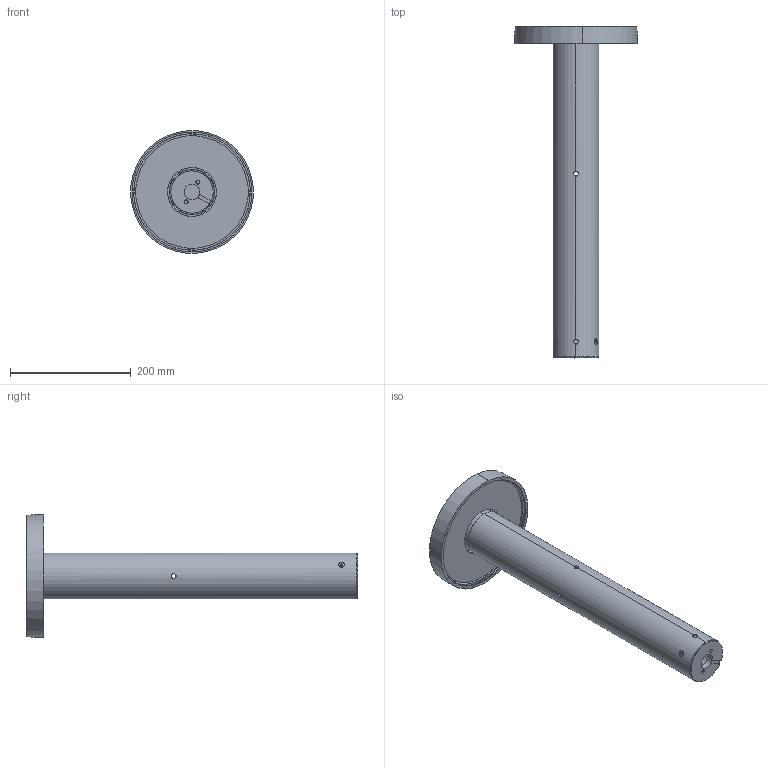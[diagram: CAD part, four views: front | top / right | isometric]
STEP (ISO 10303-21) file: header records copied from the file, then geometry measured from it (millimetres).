
FILE_DESCRIPTION (( 'STEP AP203' ), '1' );
FILE_NAME ('BORG_550.STEP', '2024-02-02T09:18:11', ( '' ), ( '' ), 'SwSTEP 2.0', 'SolidWorks 2022', '' );
FILE_SCHEMA (( 'CONFIG_CONTROL_DESIGN' ));
Length unit declared in the file: millimetre
Products named in the file (11): M182F_Głowa kpl_rs_M182HW7_DK 201002 Niviss Cree JK3030_Zas. Philips Xi FP 22W 0,2-0,7A SNLDAE 230V S175 sXt 12NC: 929002172306; M182_Kołek ustalajacy_rs_rs; W 7_KRĄŻEK 1_M 8890HIT_rs_M182H_Obr_rs; M182_Rura 1_rs_M182HW5_550; BORG_550; Wkret stożk samogw. ST4,2x_x16; M182_Moc 1_rs_xxxDomyślna; M182H_Pierścień dystansowy_rs; M182E_Słupek spaw_rs_M182HW5_550; M182F_Szybka_rs_M182E grubość 3[mm]; M182_Rura kpl._rs_M182HW5_550
Assembly tree (12 placements, depth 4):
  BORG_550
    M182_Rura kpl._rs_M182HW5_550
      M182E_Słupek spaw_rs_M182HW5_550
        M182_Rura 1_rs_M182HW5_550
        M182_Kołek ustalajacy_rs_rs
    M182F_Głowa kpl_rs_M182HW7_DK 201002 Niviss Cree JK3030_Zas. Philips Xi FP 22W 0,2-0,7A SNLDAE 230V S175 sXt 12NC: 929002172306
      M182F_Szybka_rs_M182E grubość 3[mm]
      W 7_KRĄŻEK 1_M 8890HIT_rs_M182H_Obr_rs
      M182H_Pierścień dystansowy_rs
    M182_Moc 1_rs_xxxDomyślna
    Wkret stożk samogw. ST4,2x_x16  x3
Bounding box: 202.97 x 549.5 x 202.97 mm (x, y, z)
Volume: 744765.9 mm3; surface area: 425263.2 mm2
Topology: 9 solids, 9 shells, 272 faces, 661 edges, 398 vertices
Faces by surface type: plane 85, cylinder 80, cone 60, bspline 30, torus 15, sphere 2
Entity records: 12134 total; most frequent: CARTESIAN_POINT 6028, ORIENTED_EDGE 1070, DIRECTION 956, EDGE_CURVE 535, AXIS2_PLACEMENT_3D 407, VERTEX_POINT 340, EDGE_LOOP 251, FACE_OUTER_BOUND 216
